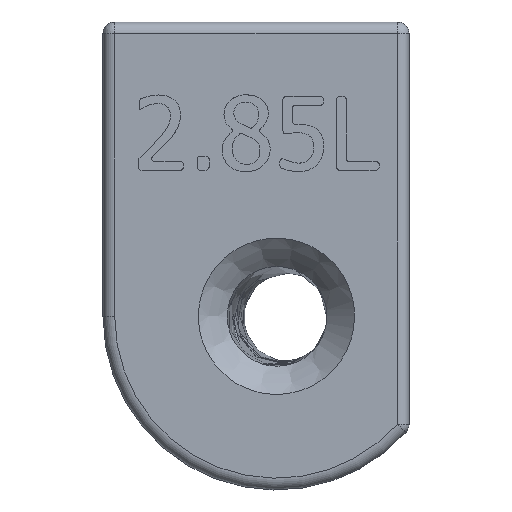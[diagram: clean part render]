
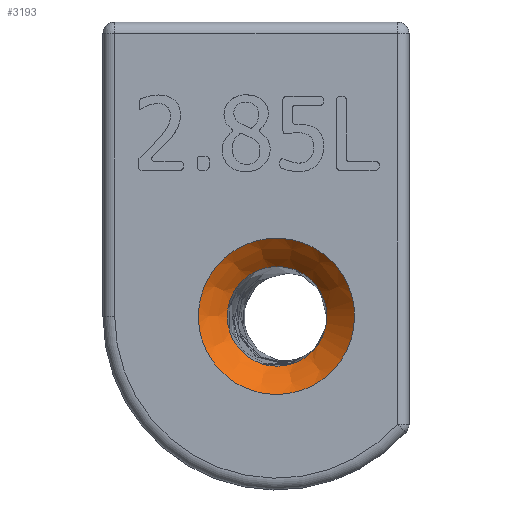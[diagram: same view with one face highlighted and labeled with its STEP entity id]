
A CAD part, top view. The second image highlights one B-rep face of the part: STEP entity #3193.
In plain terms, the highlighted free-form (B-spline) face has degree [3, 3] with [4, 10] control points.
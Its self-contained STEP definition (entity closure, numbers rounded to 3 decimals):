
#187=FACE_OUTER_BOUND('',#762,.T.);
#369=LINE('',#7343,#522);
#522=VECTOR('',#3847,1.337);
#762=EDGE_LOOP('',(#2659,#2660,#2661,#2662,#2663));
#975=B_SPLINE_CURVE_WITH_KNOTS('',3,(#5400,#5401,#5402,#5403,#5404,#5405,
#5406,#5407,#5408,#5409,#5410,#5411,#5412,#5413,#5414,#5415,#5416,#5417,
#5418,#5419,#5420,#5421,#5422,#5423,#5424,#5425,#5426,#5427,#5428,#5429,
#5430,#5431,#5432,#5433,#5434,#5435),.UNSPECIFIED.,.T.,.F.,(4,2,2,2,2,2,
2,2,2,2,2,2,2,2,2,2,2,4),(-1.671,-1.613,-1.554,
-1.45,-1.347,-1.243,-1.14,
-1.036,-0.933,-0.829,-0.725,
-0.622,-0.518,-0.414,-0.311,
-0.207,-0.104,0.),.UNSPECIFIED.);
#1109=B_SPLINE_CURVE_WITH_KNOTS('',3,(#7345,#7346,#7347,#7348,#7349,#7350,
#7351,#7352,#7353),.UNSPECIFIED.,.F.,.F.,(4,1,1,1,1,1,4),(3.132,
3.366,4.263,5.161,6.059,6.956,
7.854),.UNSPECIFIED.);
#1110=B_SPLINE_CURVE_WITH_KNOTS('',3,(#7354,#7355,#7356,#7357,#7358),
 .UNSPECIFIED.,.F.,.F.,(4,1,4),(1.571,2.468,3.132),
 .UNSPECIFIED.);
#1224=VERTEX_POINT('',#5399);
#1413=VERTEX_POINT('',#7342);
#1414=VERTEX_POINT('',#7344);
#1564=EDGE_CURVE('',#1224,#1224,#975,.T.);
#1849=EDGE_CURVE('',#1224,#1413,#369,.T.);
#1850=EDGE_CURVE('',#1414,#1413,#1109,.T.);
#1851=EDGE_CURVE('',#1413,#1414,#1110,.T.);
#2659=ORIENTED_EDGE('',*,*,#1849,.F.);
#2660=ORIENTED_EDGE('',*,*,#1564,.F.);
#2661=ORIENTED_EDGE('',*,*,#1849,.T.);
#2662=ORIENTED_EDGE('',*,*,#1850,.F.);
#2663=ORIENTED_EDGE('',*,*,#1851,.F.);
#3036=B_SPLINE_SURFACE_WITH_KNOTS('',3,3,((#7302,#7303,#7304,#7305,#7306,
#7307,#7308,#7309,#7310,#7311),(#7312,#7313,#7314,#7315,#7316,#7317,#7318,
#7319,#7320,#7321),(#7322,#7323,#7324,#7325,#7326,#7327,#7328,#7329,#7330,
#7331),(#7332,#7333,#7334,#7335,#7336,#7337,#7338,#7339,#7340,#7341)),
 .UNSPECIFIED.,.F.,.T.,.F.,(4,4),(4,1,1,1,1,1,1,4),(-0.267,
1.),(1.571,2.468,3.366,4.263,
5.161,6.059,6.956,7.854),
 .UNSPECIFIED.);
#3193=ADVANCED_FACE('',(#187),#3036,.F.);
#3847=DIRECTION('',(-0.704,0.,-0.711));
#5399=CARTESIAN_POINT('',(40.448,-10.,1.7));
#5400=CARTESIAN_POINT('Ctrl Pts',(39.986,-11.496,1.7));
#5401=CARTESIAN_POINT('Ctrl Pts',(39.875,-11.657,1.7));
#5402=CARTESIAN_POINT('Ctrl Pts',(39.748,-11.806,1.7));
#5403=CARTESIAN_POINT('Ctrl Pts',(39.462,-12.073,1.7));
#5404=CARTESIAN_POINT('Ctrl Pts',(39.305,-12.19,1.7));
#5405=CARTESIAN_POINT('Ctrl Pts',(38.838,-12.463,1.7));
#5406=CARTESIAN_POINT('Ctrl Pts',(38.509,-12.578,1.7));
#5407=CARTESIAN_POINT('Ctrl Pts',(37.825,-12.674,1.7));
#5408=CARTESIAN_POINT('Ctrl Pts',(37.477,-12.655,1.7));
#5409=CARTESIAN_POINT('Ctrl Pts',(36.808,-12.485,1.7));
#5410=CARTESIAN_POINT('Ctrl Pts',(36.493,-12.336,1.7));
#5411=CARTESIAN_POINT('Ctrl Pts',(35.938,-11.924,1.7));
#5412=CARTESIAN_POINT('Ctrl Pts',(35.704,-11.666,1.7));
#5413=CARTESIAN_POINT('Ctrl Pts',(35.347,-11.075,1.7));
#5414=CARTESIAN_POINT('Ctrl Pts',(35.228,-10.747,1.7));
#5415=CARTESIAN_POINT('Ctrl Pts',(35.122,-10.065,1.7));
#5416=CARTESIAN_POINT('Ctrl Pts',(35.137,-9.716,1.7));
#5417=CARTESIAN_POINT('Ctrl Pts',(35.298,-9.045,1.7));
#5418=CARTESIAN_POINT('Ctrl Pts',(35.443,-8.728,1.7));
#5419=CARTESIAN_POINT('Ctrl Pts',(35.848,-8.168,1.7));
#5420=CARTESIAN_POINT('Ctrl Pts',(36.103,-7.93,1.7));
#5421=CARTESIAN_POINT('Ctrl Pts',(36.689,-7.565,1.7));
#5422=CARTESIAN_POINT('Ctrl Pts',(37.016,-7.442,1.7));
#5423=CARTESIAN_POINT('Ctrl Pts',(37.697,-7.327,1.7));
#5424=CARTESIAN_POINT('Ctrl Pts',(38.045,-7.337,1.7));
#5425=CARTESIAN_POINT('Ctrl Pts',(38.719,-7.49,1.7));
#5426=CARTESIAN_POINT('Ctrl Pts',(39.038,-7.631,1.7));
#5427=CARTESIAN_POINT('Ctrl Pts',(39.603,-8.029,1.7));
#5428=CARTESIAN_POINT('Ctrl Pts',(39.844,-8.28,1.7));
#5429=CARTESIAN_POINT('Ctrl Pts',(40.216,-8.862,1.7));
#5430=CARTESIAN_POINT('Ctrl Pts',(40.344,-9.187,1.7));
#5431=CARTESIAN_POINT('Ctrl Pts',(40.467,-9.867,1.7));
#5432=CARTESIAN_POINT('Ctrl Pts',(40.462,-10.215,1.7));
#5433=CARTESIAN_POINT('Ctrl Pts',(40.318,-10.891,1.7));
#5434=CARTESIAN_POINT('Ctrl Pts',(40.181,-11.211,1.7));
#5435=CARTESIAN_POINT('Ctrl Pts',(39.986,-11.496,1.7));
#7302=CARTESIAN_POINT('Ctrl Pts',(40.45,-10.,1.7));
#7303=CARTESIAN_POINT('Ctrl Pts',(40.45,-9.21,1.7));
#7304=CARTESIAN_POINT('Ctrl Pts',(39.692,-7.626,1.7));
#7305=CARTESIAN_POINT('Ctrl Pts',(37.127,-7.042,1.7));
#7306=CARTESIAN_POINT('Ctrl Pts',(35.057,-8.679,1.7));
#7307=CARTESIAN_POINT('Ctrl Pts',(35.063,-11.319,1.7));
#7308=CARTESIAN_POINT('Ctrl Pts',(37.124,-12.965,1.7));
#7309=CARTESIAN_POINT('Ctrl Pts',(39.691,-12.369,1.7));
#7310=CARTESIAN_POINT('Ctrl Pts',(40.45,-10.79,1.7));
#7311=CARTESIAN_POINT('Ctrl Pts',(40.45,-10.,1.7));
#7312=CARTESIAN_POINT('Ctrl Pts',(40.136,-10.,1.383));
#7313=CARTESIAN_POINT('Ctrl Pts',(40.136,-9.303,1.383));
#7314=CARTESIAN_POINT('Ctrl Pts',(39.465,-7.908,1.383));
#7315=CARTESIAN_POINT('Ctrl Pts',(37.206,-7.401,1.383));
#7316=CARTESIAN_POINT('Ctrl Pts',(35.394,-8.842,1.383));
#7317=CARTESIAN_POINT('Ctrl Pts',(35.4,-11.156,1.383));
#7318=CARTESIAN_POINT('Ctrl Pts',(37.204,-12.605,1.383));
#7319=CARTESIAN_POINT('Ctrl Pts',(39.465,-12.088,1.383));
#7320=CARTESIAN_POINT('Ctrl Pts',(40.136,-10.697,1.383));
#7321=CARTESIAN_POINT('Ctrl Pts',(40.136,-10.,1.383));
#7322=CARTESIAN_POINT('Ctrl Pts',(39.823,-10.,1.067));
#7323=CARTESIAN_POINT('Ctrl Pts',(39.823,-9.397,1.067));
#7324=CARTESIAN_POINT('Ctrl Pts',(39.239,-8.189,1.067));
#7325=CARTESIAN_POINT('Ctrl Pts',(37.286,-7.76,1.067));
#7326=CARTESIAN_POINT('Ctrl Pts',(35.731,-9.005,1.067));
#7327=CARTESIAN_POINT('Ctrl Pts',(35.736,-10.993,1.067));
#7328=CARTESIAN_POINT('Ctrl Pts',(37.284,-12.245,1.067));
#7329=CARTESIAN_POINT('Ctrl Pts',(39.239,-11.807,1.067));
#7330=CARTESIAN_POINT('Ctrl Pts',(39.822,-10.603,1.067));
#7331=CARTESIAN_POINT('Ctrl Pts',(39.823,-10.,1.067));
#7332=CARTESIAN_POINT('Ctrl Pts',(39.509,-10.,0.75));
#7333=CARTESIAN_POINT('Ctrl Pts',(39.509,-9.491,0.75));
#7334=CARTESIAN_POINT('Ctrl Pts',(39.012,-8.47,0.75));
#7335=CARTESIAN_POINT('Ctrl Pts',(37.366,-8.119,0.75));
#7336=CARTESIAN_POINT('Ctrl Pts',(36.068,-9.169,0.75));
#7337=CARTESIAN_POINT('Ctrl Pts',(36.072,-10.83,0.75));
#7338=CARTESIAN_POINT('Ctrl Pts',(37.364,-11.885,0.75));
#7339=CARTESIAN_POINT('Ctrl Pts',(39.012,-11.526,0.75));
#7340=CARTESIAN_POINT('Ctrl Pts',(39.509,-10.509,0.75));
#7341=CARTESIAN_POINT('Ctrl Pts',(39.509,-10.,0.75));
#7342=CARTESIAN_POINT('',(39.507,-10.,0.75));
#7343=CARTESIAN_POINT('',(40.25,-10.,1.5));
#7344=CARTESIAN_POINT('',(37.815,-8.308,0.75));
#7345=CARTESIAN_POINT('Ctrl Pts',(37.815,-8.308,0.75));
#7346=CARTESIAN_POINT('Ctrl Pts',(37.683,-8.308,0.75));
#7347=CARTESIAN_POINT('Ctrl Pts',(37.046,-8.378,0.75));
#7348=CARTESIAN_POINT('Ctrl Pts',(36.068,-9.169,0.75));
#7349=CARTESIAN_POINT('Ctrl Pts',(36.072,-10.83,0.75));
#7350=CARTESIAN_POINT('Ctrl Pts',(37.364,-11.885,0.75));
#7351=CARTESIAN_POINT('Ctrl Pts',(39.012,-11.526,0.75));
#7352=CARTESIAN_POINT('Ctrl Pts',(39.509,-10.509,0.75));
#7353=CARTESIAN_POINT('Ctrl Pts',(39.509,-10.,0.75));
#7354=CARTESIAN_POINT('Ctrl Pts',(39.509,-10.,0.75));
#7355=CARTESIAN_POINT('Ctrl Pts',(39.509,-9.491,0.75));
#7356=CARTESIAN_POINT('Ctrl Pts',(39.077,-8.603,0.75));
#7357=CARTESIAN_POINT('Ctrl Pts',(38.19,-8.31,0.75));
#7358=CARTESIAN_POINT('Ctrl Pts',(37.815,-8.308,0.75));
